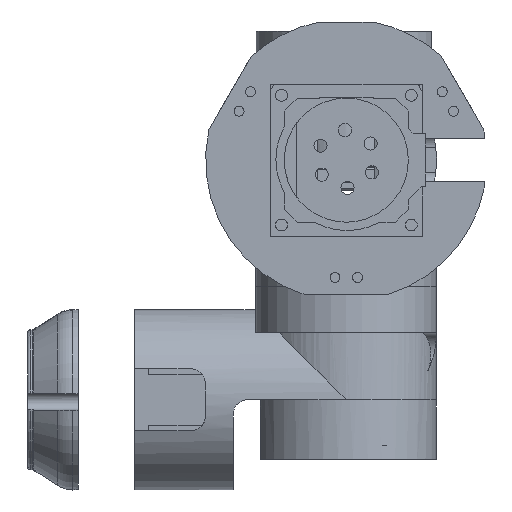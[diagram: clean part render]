
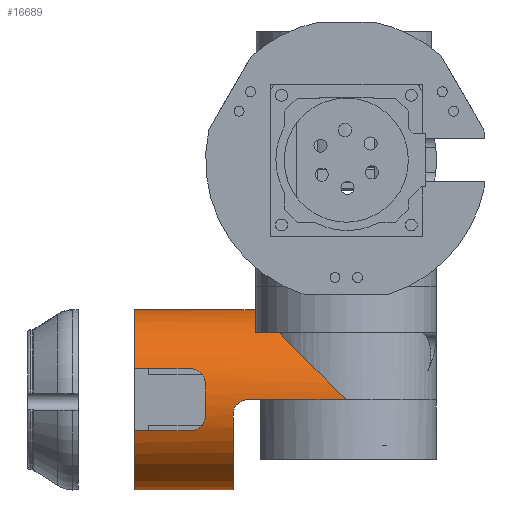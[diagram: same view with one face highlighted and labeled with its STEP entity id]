
A CAD part, front view. The second image highlights one B-rep face of the part: STEP entity #16689.
In plain terms, the highlighted cylindrical face has radius 32 mm (diameter 64 mm), a full revolution.
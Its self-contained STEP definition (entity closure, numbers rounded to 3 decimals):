
#887=ELLIPSE('',#18436,45.255,32.);
#1855=LINE('',#38020,#3134);
#1856=LINE('',#38033,#3135);
#1857=LINE('',#38037,#3136);
#1858=LINE('',#38052,#3137);
#1859=LINE('',#38056,#3138);
#3134=VECTOR('',#22593,10.);
#3135=VECTOR('',#22594,10.);
#3136=VECTOR('',#22597,32.);
#3137=VECTOR('',#22600,10.);
#3138=VECTOR('',#22603,10.);
#3654=CYLINDRICAL_SURFACE('',#18433,32.);
#4423=FACE_OUTER_BOUND('',#5491,.T.);
#5491=EDGE_LOOP('',(#14571,#14572,#14573,#14574,#14575,#14576,#14577,#14578,
#14579,#14580,#14581,#14582,#14583,#14584,#14585,#14586));
#6448=CIRCLE('',#18432,32.);
#6449=CIRCLE('',#18434,32.);
#6450=CIRCLE('',#18435,32.);
#6451=CIRCLE('',#18437,32.);
#6452=CIRCLE('',#18438,32.);
#6770=B_SPLINE_CURVE_WITH_KNOTS('',3,(#37985,#37986,#37987,#37988,#37989,
#37990,#37991,#37992,#37993,#37994),.UNSPECIFIED.,.F.,.F.,(4,2,2,2,4),(-0.767,
-0.574,-0.381,-0.191,0.),
 .UNSPECIFIED.);
#6771=B_SPLINE_CURVE_WITH_KNOTS('',3,(#38022,#38023,#38024,#38025,#38026,
#38027,#38028,#38029,#38030,#38031),.UNSPECIFIED.,.F.,.F.,(4,2,2,2,4),(1.524,
1.714,1.905,2.098,2.29),
 .UNSPECIFIED.);
#6772=B_SPLINE_CURVE_WITH_KNOTS('',3,(#38041,#38042,#38043,#38044,#38045,
#38046,#38047,#38048,#38049,#38050),.UNSPECIFIED.,.F.,.F.,(4,2,2,2,4),(1.519,
1.708,1.896,2.085,2.275),
 .UNSPECIFIED.);
#6773=B_SPLINE_CURVE_WITH_KNOTS('',3,(#38058,#38059,#38060,#38061,#38062,
#38063,#38064,#38065,#38066,#38067),.UNSPECIFIED.,.F.,.F.,(4,2,2,2,4),(0.764,
0.953,1.142,1.331,1.519),
 .UNSPECIFIED.);
#8023=VERTEX_POINT('',#37982);
#8024=VERTEX_POINT('',#37984);
#8034=VERTEX_POINT('',#38015);
#8035=VERTEX_POINT('',#38019);
#8036=VERTEX_POINT('',#38021);
#8037=VERTEX_POINT('',#38032);
#8038=VERTEX_POINT('',#38034);
#8039=VERTEX_POINT('',#38036);
#8040=VERTEX_POINT('',#38038);
#8041=VERTEX_POINT('',#38040);
#8042=VERTEX_POINT('',#38051);
#8043=VERTEX_POINT('',#38053);
#8044=VERTEX_POINT('',#38055);
#8045=VERTEX_POINT('',#38057);
#10265=EDGE_CURVE('',#8023,#8024,#6770,.T.);
#10277=EDGE_CURVE('',#8023,#8034,#6448,.T.);
#10278=EDGE_CURVE('',#8035,#8024,#1855,.T.);
#10279=EDGE_CURVE('',#8036,#8034,#6771,.T.);
#10280=EDGE_CURVE('',#8036,#8037,#1856,.T.);
#10281=EDGE_CURVE('',#8037,#8038,#6449,.T.);
#10282=EDGE_CURVE('',#8038,#8039,#1857,.T.);
#10283=EDGE_CURVE('',#8040,#8039,#6450,.T.);
#10284=EDGE_CURVE('',#8041,#8040,#6772,.T.);
#10285=EDGE_CURVE('',#8042,#8041,#1858,.T.);
#10286=EDGE_CURVE('',#8042,#8043,#887,.F.);
#10287=EDGE_CURVE('',#8044,#8043,#1859,.T.);
#10288=EDGE_CURVE('',#8045,#8044,#6773,.T.);
#10289=EDGE_CURVE('',#8039,#8045,#6451,.T.);
#10290=EDGE_CURVE('',#8038,#8035,#6452,.T.);
#14571=ORIENTED_EDGE('',*,*,#10278,.T.);
#14572=ORIENTED_EDGE('',*,*,#10265,.F.);
#14573=ORIENTED_EDGE('',*,*,#10277,.T.);
#14574=ORIENTED_EDGE('',*,*,#10279,.F.);
#14575=ORIENTED_EDGE('',*,*,#10280,.T.);
#14576=ORIENTED_EDGE('',*,*,#10281,.T.);
#14577=ORIENTED_EDGE('',*,*,#10282,.T.);
#14578=ORIENTED_EDGE('',*,*,#10283,.F.);
#14579=ORIENTED_EDGE('',*,*,#10284,.F.);
#14580=ORIENTED_EDGE('',*,*,#10285,.F.);
#14581=ORIENTED_EDGE('',*,*,#10286,.T.);
#14582=ORIENTED_EDGE('',*,*,#10287,.F.);
#14583=ORIENTED_EDGE('',*,*,#10288,.F.);
#14584=ORIENTED_EDGE('',*,*,#10289,.F.);
#14585=ORIENTED_EDGE('',*,*,#10282,.F.);
#14586=ORIENTED_EDGE('',*,*,#10290,.T.);
#16689=ADVANCED_FACE('',(#4423),#3654,.T.);
#18432=AXIS2_PLACEMENT_3D('',#38017,#22589,#22590);
#18433=AXIS2_PLACEMENT_3D('',#38018,#22591,#22592);
#18434=AXIS2_PLACEMENT_3D('',#38035,#22595,#22596);
#18435=AXIS2_PLACEMENT_3D('',#38039,#22598,#22599);
#18436=AXIS2_PLACEMENT_3D('',#38054,#22601,#22602);
#18437=AXIS2_PLACEMENT_3D('',#38068,#22604,#22605);
#18438=AXIS2_PLACEMENT_3D('',#38069,#22606,#22607);
#22589=DIRECTION('center_axis',(0.,-1.,0.));
#22590=DIRECTION('ref_axis',(0.707,0.,0.707));
#22591=DIRECTION('center_axis',(0.,1.,0.));
#22592=DIRECTION('ref_axis',(0.707,0.,0.707));
#22593=DIRECTION('',(0.,-1.,0.));
#22594=DIRECTION('',(0.,1.,0.));
#22595=DIRECTION('center_axis',(0.,-1.,0.));
#22596=DIRECTION('ref_axis',(0.707,0.,0.707));
#22597=DIRECTION('',(0.,-1.,0.));
#22598=DIRECTION('center_axis',(0.,-1.,0.));
#22599=DIRECTION('ref_axis',(0.707,0.,0.707));
#22600=DIRECTION('',(0.,1.,0.));
#22601=DIRECTION('center_axis',(0.,-0.707,0.707));
#22602=DIRECTION('ref_axis',(0.,0.707,0.707));
#22603=DIRECTION('',(0.,-1.,0.));
#22604=DIRECTION('center_axis',(0.,-1.,0.));
#22605=DIRECTION('ref_axis',(0.707,0.,0.707));
#22606=DIRECTION('center_axis',(0.,-1.,0.));
#22607=DIRECTION('ref_axis',(0.707,0.,0.707));
#37982=CARTESIAN_POINT('',(-31.432,50.,38.));
#37984=CARTESIAN_POINT('',(-30.05,55.,43.));
#37985=CARTESIAN_POINT('Ctrl Pts',(-31.432,50.,38.));
#37986=CARTESIAN_POINT('Ctrl Pts',(-31.312,50.,38.632));
#37987=CARTESIAN_POINT('Ctrl Pts',(-31.162,50.127,39.301));
#37988=CARTESIAN_POINT('Ctrl Pts',(-30.848,50.637,40.531));
#37989=CARTESIAN_POINT('Ctrl Pts',(-30.685,51.02,41.091));
#37990=CARTESIAN_POINT('Ctrl Pts',(-30.409,51.903,41.974));
#37991=CARTESIAN_POINT('Ctrl Pts',(-30.278,52.461,42.358));
#37992=CARTESIAN_POINT('Ctrl Pts',(-30.098,53.692,42.872));
#37993=CARTESIAN_POINT('Ctrl Pts',(-30.05,54.365,43.));
#37994=CARTESIAN_POINT('Ctrl Pts',(-30.05,55.,43.));
#38015=CARTESIAN_POINT('',(-31.432,50.,26.));
#38017=CARTESIAN_POINT('Origin',(0.,50.,32.));
#38018=CARTESIAN_POINT('Origin',(0.,8.25,32.));
#38019=CARTESIAN_POINT('',(-30.05,75.,43.));
#38020=CARTESIAN_POINT('',(-30.05,8.25,43.));
#38021=CARTESIAN_POINT('',(-30.05,55.,21.));
#38022=CARTESIAN_POINT('Ctrl Pts',(-30.05,55.,21.));
#38023=CARTESIAN_POINT('Ctrl Pts',(-30.05,54.365,21.));
#38024=CARTESIAN_POINT('Ctrl Pts',(-30.098,53.692,21.128));
#38025=CARTESIAN_POINT('Ctrl Pts',(-30.278,52.461,21.642));
#38026=CARTESIAN_POINT('Ctrl Pts',(-30.409,51.903,22.026));
#38027=CARTESIAN_POINT('Ctrl Pts',(-30.685,51.02,22.909));
#38028=CARTESIAN_POINT('Ctrl Pts',(-30.848,50.637,23.469));
#38029=CARTESIAN_POINT('Ctrl Pts',(-31.162,50.127,24.699));
#38030=CARTESIAN_POINT('Ctrl Pts',(-31.312,50.,25.368));
#38031=CARTESIAN_POINT('Ctrl Pts',(-31.432,50.,26.));
#38032=CARTESIAN_POINT('',(-30.05,75.,21.));
#38033=CARTESIAN_POINT('',(-30.05,8.25,21.));
#38034=CARTESIAN_POINT('',(-22.627,75.,9.373));
#38035=CARTESIAN_POINT('Origin',(0.,75.,32.));
#38036=CARTESIAN_POINT('',(-22.627,40.,9.373));
#38037=CARTESIAN_POINT('',(-22.627,8.25,9.373));
#38038=CARTESIAN_POINT('',(-31.607,40.,27.));
#38039=CARTESIAN_POINT('Origin',(0.,40.,32.));
#38040=CARTESIAN_POINT('',(-32.,35.,32.));
#38041=CARTESIAN_POINT('Ctrl Pts',(-32.,35.,32.));
#38042=CARTESIAN_POINT('Ctrl Pts',(-32.,35.628,32.));
#38043=CARTESIAN_POINT('Ctrl Pts',(-32.001,36.298,31.874));
#38044=CARTESIAN_POINT('Ctrl Pts',(-31.995,37.53,31.364));
#38045=CARTESIAN_POINT('Ctrl Pts',(-31.987,38.092,30.979));
#38046=CARTESIAN_POINT('Ctrl Pts',(-31.946,38.982,30.09));
#38047=CARTESIAN_POINT('Ctrl Pts',(-31.91,39.367,29.525));
#38048=CARTESIAN_POINT('Ctrl Pts',(-31.79,39.876,28.292));
#38049=CARTESIAN_POINT('Ctrl Pts',(-31.706,40.,27.623));
#38050=CARTESIAN_POINT('Ctrl Pts',(-31.607,40.,27.));
#38051=CARTESIAN_POINT('',(-32.,0.,32.));
#38052=CARTESIAN_POINT('',(-32.,8.25,32.));
#38053=CARTESIAN_POINT('',(32.,0.,32.));
#38054=CARTESIAN_POINT('Origin',(0.,0.,32.));
#38055=CARTESIAN_POINT('',(32.,35.,32.));
#38056=CARTESIAN_POINT('',(32.,8.25,32.));
#38057=CARTESIAN_POINT('',(31.607,40.,27.));
#38058=CARTESIAN_POINT('Ctrl Pts',(31.607,40.,27.));
#38059=CARTESIAN_POINT('Ctrl Pts',(31.706,40.,27.623));
#38060=CARTESIAN_POINT('Ctrl Pts',(31.79,39.876,28.292));
#38061=CARTESIAN_POINT('Ctrl Pts',(31.91,39.367,29.525));
#38062=CARTESIAN_POINT('Ctrl Pts',(31.946,38.982,30.09));
#38063=CARTESIAN_POINT('Ctrl Pts',(31.987,38.092,30.979));
#38064=CARTESIAN_POINT('Ctrl Pts',(31.995,37.53,31.364));
#38065=CARTESIAN_POINT('Ctrl Pts',(32.001,36.298,31.874));
#38066=CARTESIAN_POINT('Ctrl Pts',(32.,35.628,32.));
#38067=CARTESIAN_POINT('Ctrl Pts',(32.,35.,32.));
#38068=CARTESIAN_POINT('Origin',(0.,40.,32.));
#38069=CARTESIAN_POINT('Origin',(0.,75.,32.));
